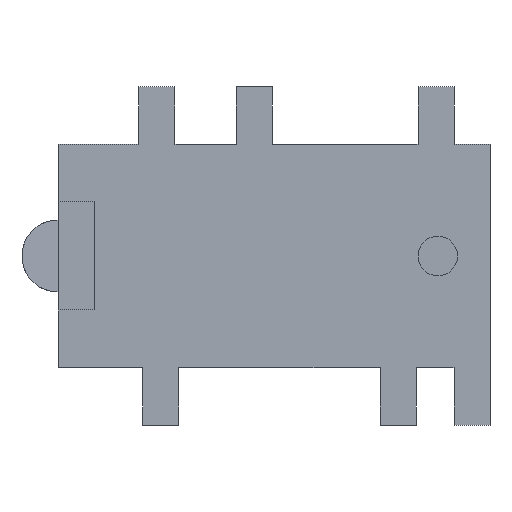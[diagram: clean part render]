
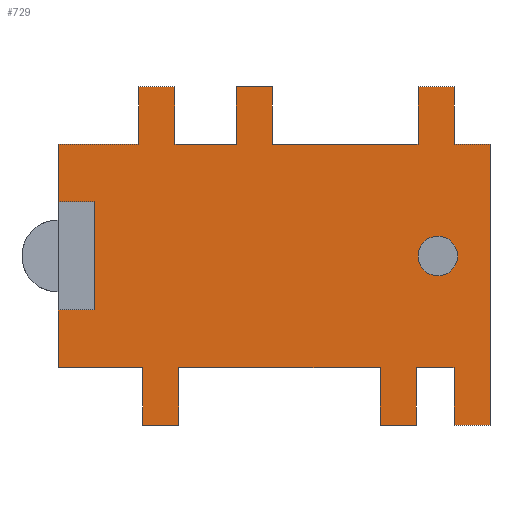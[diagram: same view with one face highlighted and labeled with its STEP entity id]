
A CAD part, front view. The second image highlights one B-rep face of the part: STEP entity #729.
In plain terms, the highlighted planar face has unit normal (0, -1, 0).
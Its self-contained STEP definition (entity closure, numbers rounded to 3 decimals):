
#25=DIRECTION('',(0.,0.,1.));
#26=VECTOR('',#25,1.6);
#27=CARTESIAN_POINT('',(-129.6,-3.7,34.6));
#28=LINE('',#27,#26);
#29=DIRECTION('',(1.,0.,0.));
#30=VECTOR('',#29,1.);
#31=CARTESIAN_POINT('',(-129.6,-3.7,36.2));
#32=LINE('',#31,#30);
#33=DIRECTION('',(0.,0.,1.));
#34=VECTOR('',#33,3.);
#35=CARTESIAN_POINT('',(-128.6,-3.7,36.2));
#36=LINE('',#35,#34);
#37=DIRECTION('',(-1.,0.,0.));
#38=VECTOR('',#37,1.);
#39=CARTESIAN_POINT('',(-128.6,-3.7,39.2));
#40=LINE('',#39,#38);
#41=DIRECTION('',(0.,0.,1.));
#42=VECTOR('',#41,1.6);
#43=CARTESIAN_POINT('',(-129.6,-3.7,39.2));
#44=LINE('',#43,#42);
#45=DIRECTION('',(1.,0.,0.));
#46=VECTOR('',#45,2.25);
#47=CARTESIAN_POINT('',(-129.6,-3.7,40.8));
#48=LINE('',#47,#46);
#49=DIRECTION('',(0.,0.,1.));
#50=VECTOR('',#49,1.6);
#51=CARTESIAN_POINT('',(-127.35,-3.7,40.8));
#52=LINE('',#51,#50);
#53=DIRECTION('',(1.,0.,0.));
#54=VECTOR('',#53,1.);
#55=CARTESIAN_POINT('',(-127.35,-3.7,42.4));
#56=LINE('',#55,#54);
#57=DIRECTION('',(0.,0.,-1.));
#58=VECTOR('',#57,1.6);
#59=CARTESIAN_POINT('',(-126.35,-3.7,42.4));
#60=LINE('',#59,#58);
#61=DIRECTION('',(1.,0.,0.));
#62=VECTOR('',#61,1.7);
#63=CARTESIAN_POINT('',(-126.35,-3.7,40.8));
#64=LINE('',#63,#62);
#65=DIRECTION('',(0.,0.,1.));
#66=VECTOR('',#65,1.6);
#67=CARTESIAN_POINT('',(-124.65,-3.7,40.8));
#68=LINE('',#67,#66);
#69=DIRECTION('',(1.,0.,0.));
#70=VECTOR('',#69,1.);
#71=CARTESIAN_POINT('',(-124.65,-3.7,42.4));
#72=LINE('',#71,#70);
#73=DIRECTION('',(0.,0.,-1.));
#74=VECTOR('',#73,1.6);
#75=CARTESIAN_POINT('',(-123.65,-3.7,42.4));
#76=LINE('',#75,#74);
#77=DIRECTION('',(1.,0.,0.));
#78=VECTOR('',#77,4.05);
#79=CARTESIAN_POINT('',(-123.65,-3.7,40.8));
#80=LINE('',#79,#78);
#81=DIRECTION('',(0.,0.,1.));
#82=VECTOR('',#81,1.6);
#83=CARTESIAN_POINT('',(-119.6,-3.7,40.8));
#84=LINE('',#83,#82);
#85=DIRECTION('',(1.,0.,0.));
#86=VECTOR('',#85,1.);
#87=CARTESIAN_POINT('',(-119.6,-3.7,42.4));
#88=LINE('',#87,#86);
#89=DIRECTION('',(0.,0.,-1.));
#90=VECTOR('',#89,1.6);
#91=CARTESIAN_POINT('',(-118.6,-3.7,42.4));
#92=LINE('',#91,#90);
#93=DIRECTION('',(1.,0.,0.));
#94=VECTOR('',#93,1.);
#95=CARTESIAN_POINT('',(-118.6,-3.7,40.8));
#96=LINE('',#95,#94);
#97=DIRECTION('',(0.,0.,-1.));
#98=VECTOR('',#97,7.8);
#99=CARTESIAN_POINT('',(-117.6,-3.7,40.8));
#100=LINE('',#99,#98);
#101=DIRECTION('',(-1.,0.,0.));
#102=VECTOR('',#101,1.);
#103=CARTESIAN_POINT('',(-117.6,-3.7,33.));
#104=LINE('',#103,#102);
#105=DIRECTION('',(0.,0.,1.));
#106=VECTOR('',#105,1.6);
#107=CARTESIAN_POINT('',(-118.6,-3.7,33.));
#108=LINE('',#107,#106);
#109=DIRECTION('',(-1.,0.,0.));
#110=VECTOR('',#109,1.05);
#111=CARTESIAN_POINT('',(-118.6,-3.7,34.6));
#112=LINE('',#111,#110);
#113=DIRECTION('',(0.,0.,-1.));
#114=VECTOR('',#113,1.6);
#115=CARTESIAN_POINT('',(-119.65,-3.7,34.6));
#116=LINE('',#115,#114);
#117=DIRECTION('',(-1.,0.,0.));
#118=VECTOR('',#117,1.);
#119=CARTESIAN_POINT('',(-119.65,-3.7,33.));
#120=LINE('',#119,#118);
#121=DIRECTION('',(0.,0.,1.));
#122=VECTOR('',#121,1.6);
#123=CARTESIAN_POINT('',(-120.65,-3.7,33.));
#124=LINE('',#123,#122);
#125=DIRECTION('',(-1.,0.,0.));
#126=VECTOR('',#125,5.6);
#127=CARTESIAN_POINT('',(-120.65,-3.7,34.6));
#128=LINE('',#127,#126);
#129=DIRECTION('',(0.,0.,-1.));
#130=VECTOR('',#129,1.6);
#131=CARTESIAN_POINT('',(-126.25,-3.7,34.6));
#132=LINE('',#131,#130);
#133=DIRECTION('',(-1.,0.,0.));
#134=VECTOR('',#133,1.);
#135=CARTESIAN_POINT('',(-126.25,-3.7,33.));
#136=LINE('',#135,#134);
#137=DIRECTION('',(0.,0.,1.));
#138=VECTOR('',#137,1.6);
#139=CARTESIAN_POINT('',(-127.25,-3.7,33.));
#140=LINE('',#139,#138);
#141=DIRECTION('',(-1.,0.,0.));
#142=VECTOR('',#141,2.35);
#143=CARTESIAN_POINT('',(-127.25,-3.7,34.6));
#144=LINE('',#143,#142);
#145=CARTESIAN_POINT('',(-119.05,-3.7,37.7));
#146=DIRECTION('',(0.,-1.,0.));
#147=DIRECTION('',(-1.,0.,0.));
#148=AXIS2_PLACEMENT_3D('',#145,#146,#147);
#150=CARTESIAN_POINT('',(-119.05,-3.7,37.7));
#151=DIRECTION('',(0.,-1.,0.));
#152=DIRECTION('',(1.,0.,0.));
#153=AXIS2_PLACEMENT_3D('',#150,#151,#152);
#507=CARTESIAN_POINT('',(-129.6,-3.7,34.6));
#508=CARTESIAN_POINT('',(-129.6,-3.7,36.2));
#509=VERTEX_POINT('',#507);
#510=VERTEX_POINT('',#508);
#511=CARTESIAN_POINT('',(-128.6,-3.7,36.2));
#512=VERTEX_POINT('',#511);
#513=CARTESIAN_POINT('',(-128.6,-3.7,39.2));
#514=VERTEX_POINT('',#513);
#515=CARTESIAN_POINT('',(-129.6,-3.7,39.2));
#516=VERTEX_POINT('',#515);
#517=CARTESIAN_POINT('',(-129.6,-3.7,40.8));
#518=VERTEX_POINT('',#517);
#519=CARTESIAN_POINT('',(-127.35,-3.7,40.8));
#520=VERTEX_POINT('',#519);
#521=CARTESIAN_POINT('',(-127.35,-3.7,42.4));
#522=VERTEX_POINT('',#521);
#523=CARTESIAN_POINT('',(-126.35,-3.7,42.4));
#524=VERTEX_POINT('',#523);
#525=CARTESIAN_POINT('',(-126.35,-3.7,40.8));
#526=VERTEX_POINT('',#525);
#527=CARTESIAN_POINT('',(-124.65,-3.7,40.8));
#528=VERTEX_POINT('',#527);
#529=CARTESIAN_POINT('',(-124.65,-3.7,42.4));
#530=VERTEX_POINT('',#529);
#531=CARTESIAN_POINT('',(-123.65,-3.7,42.4));
#532=VERTEX_POINT('',#531);
#533=CARTESIAN_POINT('',(-123.65,-3.7,40.8));
#534=VERTEX_POINT('',#533);
#535=CARTESIAN_POINT('',(-119.6,-3.7,40.8));
#536=VERTEX_POINT('',#535);
#537=CARTESIAN_POINT('',(-119.6,-3.7,42.4));
#538=VERTEX_POINT('',#537);
#539=CARTESIAN_POINT('',(-118.6,-3.7,42.4));
#540=VERTEX_POINT('',#539);
#541=CARTESIAN_POINT('',(-118.6,-3.7,40.8));
#542=VERTEX_POINT('',#541);
#543=CARTESIAN_POINT('',(-117.6,-3.7,40.8));
#544=VERTEX_POINT('',#543);
#545=CARTESIAN_POINT('',(-117.6,-3.7,33.));
#546=VERTEX_POINT('',#545);
#547=CARTESIAN_POINT('',(-118.6,-3.7,33.));
#548=VERTEX_POINT('',#547);
#549=CARTESIAN_POINT('',(-118.6,-3.7,34.6));
#550=VERTEX_POINT('',#549);
#551=CARTESIAN_POINT('',(-119.65,-3.7,34.6));
#552=VERTEX_POINT('',#551);
#553=CARTESIAN_POINT('',(-119.65,-3.7,33.));
#554=VERTEX_POINT('',#553);
#555=CARTESIAN_POINT('',(-120.65,-3.7,33.));
#556=VERTEX_POINT('',#555);
#557=CARTESIAN_POINT('',(-120.65,-3.7,34.6));
#558=VERTEX_POINT('',#557);
#559=CARTESIAN_POINT('',(-126.25,-3.7,34.6));
#560=VERTEX_POINT('',#559);
#561=CARTESIAN_POINT('',(-126.25,-3.7,33.));
#562=VERTEX_POINT('',#561);
#563=CARTESIAN_POINT('',(-127.25,-3.7,33.));
#564=VERTEX_POINT('',#563);
#565=CARTESIAN_POINT('',(-127.25,-3.7,34.6));
#566=VERTEX_POINT('',#565);
#567=CARTESIAN_POINT('',(-119.6,-3.7,37.7));
#568=CARTESIAN_POINT('',(-118.5,-3.7,37.7));
#569=VERTEX_POINT('',#567);
#570=VERTEX_POINT('',#568);
#656=CARTESIAN_POINT('',(-123.6,-3.7,37.7));
#657=DIRECTION('',(0.,1.,0.));
#658=DIRECTION('',(0.,0.,-1.));
#659=AXIS2_PLACEMENT_3D('',#656,#657,#658);
#660=PLANE('',#659);
#662=ORIENTED_EDGE('',*,*,#661,.T.);
#664=ORIENTED_EDGE('',*,*,#663,.T.);
#666=ORIENTED_EDGE('',*,*,#665,.T.);
#668=ORIENTED_EDGE('',*,*,#667,.T.);
#670=ORIENTED_EDGE('',*,*,#669,.T.);
#672=ORIENTED_EDGE('',*,*,#671,.T.);
#674=ORIENTED_EDGE('',*,*,#673,.T.);
#676=ORIENTED_EDGE('',*,*,#675,.T.);
#678=ORIENTED_EDGE('',*,*,#677,.T.);
#680=ORIENTED_EDGE('',*,*,#679,.T.);
#682=ORIENTED_EDGE('',*,*,#681,.T.);
#684=ORIENTED_EDGE('',*,*,#683,.T.);
#686=ORIENTED_EDGE('',*,*,#685,.T.);
#688=ORIENTED_EDGE('',*,*,#687,.T.);
#690=ORIENTED_EDGE('',*,*,#689,.T.);
#692=ORIENTED_EDGE('',*,*,#691,.T.);
#694=ORIENTED_EDGE('',*,*,#693,.T.);
#696=ORIENTED_EDGE('',*,*,#695,.T.);
#698=ORIENTED_EDGE('',*,*,#697,.T.);
#700=ORIENTED_EDGE('',*,*,#699,.T.);
#702=ORIENTED_EDGE('',*,*,#701,.T.);
#704=ORIENTED_EDGE('',*,*,#703,.T.);
#706=ORIENTED_EDGE('',*,*,#705,.T.);
#708=ORIENTED_EDGE('',*,*,#707,.T.);
#710=ORIENTED_EDGE('',*,*,#709,.T.);
#712=ORIENTED_EDGE('',*,*,#711,.T.);
#714=ORIENTED_EDGE('',*,*,#713,.T.);
#716=ORIENTED_EDGE('',*,*,#715,.T.);
#718=ORIENTED_EDGE('',*,*,#717,.T.);
#720=ORIENTED_EDGE('',*,*,#719,.T.);
#721=EDGE_LOOP('',(#662,#664,#666,#668,#670,#672,#674,#676,#678,#680,#682,#684,
#686,#688,#690,#692,#694,#696,#698,#700,#702,#704,#706,#708,#710,#712,#714,#716,
#718,#720));
#722=FACE_OUTER_BOUND('',#721,.F.);
#724=ORIENTED_EDGE('',*,*,#723,.T.);
#726=ORIENTED_EDGE('',*,*,#725,.T.);
#727=EDGE_LOOP('',(#724,#726));
#728=FACE_BOUND('',#727,.F.);
#729=ADVANCED_FACE('',(#722,#728),#660,.F.);
#149=CIRCLE('',#148,0.55);
#154=CIRCLE('',#153,0.55);
#661=EDGE_CURVE('',#509,#510,#28,.T.);
#663=EDGE_CURVE('',#510,#512,#32,.T.);
#665=EDGE_CURVE('',#512,#514,#36,.T.);
#667=EDGE_CURVE('',#514,#516,#40,.T.);
#669=EDGE_CURVE('',#516,#518,#44,.T.);
#671=EDGE_CURVE('',#518,#520,#48,.T.);
#673=EDGE_CURVE('',#520,#522,#52,.T.);
#675=EDGE_CURVE('',#522,#524,#56,.T.);
#677=EDGE_CURVE('',#524,#526,#60,.T.);
#679=EDGE_CURVE('',#526,#528,#64,.T.);
#681=EDGE_CURVE('',#528,#530,#68,.T.);
#683=EDGE_CURVE('',#530,#532,#72,.T.);
#685=EDGE_CURVE('',#532,#534,#76,.T.);
#687=EDGE_CURVE('',#534,#536,#80,.T.);
#689=EDGE_CURVE('',#536,#538,#84,.T.);
#691=EDGE_CURVE('',#538,#540,#88,.T.);
#693=EDGE_CURVE('',#540,#542,#92,.T.);
#695=EDGE_CURVE('',#542,#544,#96,.T.);
#697=EDGE_CURVE('',#544,#546,#100,.T.);
#699=EDGE_CURVE('',#546,#548,#104,.T.);
#701=EDGE_CURVE('',#548,#550,#108,.T.);
#703=EDGE_CURVE('',#550,#552,#112,.T.);
#705=EDGE_CURVE('',#552,#554,#116,.T.);
#707=EDGE_CURVE('',#554,#556,#120,.T.);
#709=EDGE_CURVE('',#556,#558,#124,.T.);
#711=EDGE_CURVE('',#558,#560,#128,.T.);
#713=EDGE_CURVE('',#560,#562,#132,.T.);
#715=EDGE_CURVE('',#562,#564,#136,.T.);
#717=EDGE_CURVE('',#564,#566,#140,.T.);
#719=EDGE_CURVE('',#566,#509,#144,.T.);
#723=EDGE_CURVE('',#569,#570,#149,.T.);
#725=EDGE_CURVE('',#570,#569,#154,.T.);
